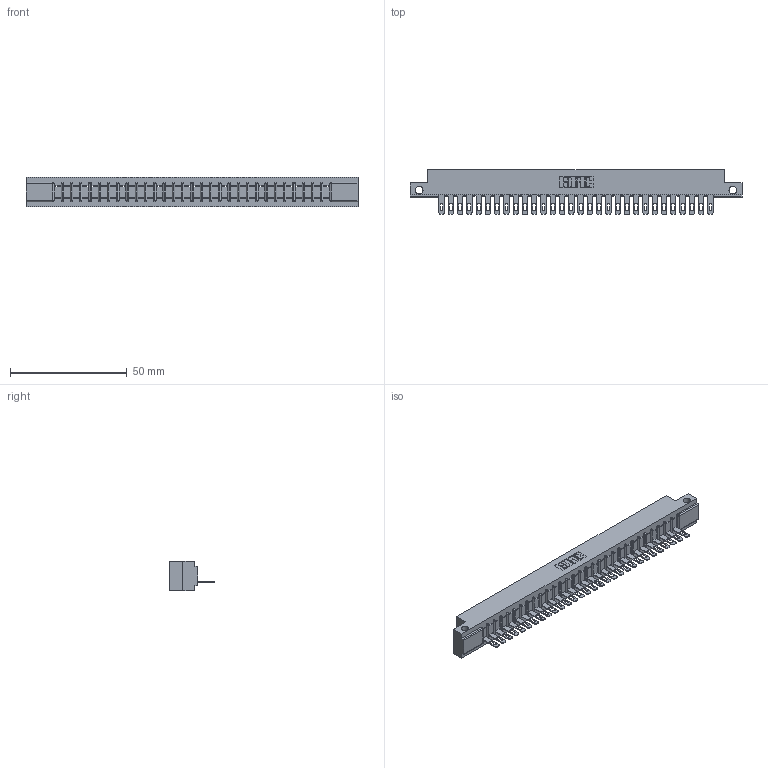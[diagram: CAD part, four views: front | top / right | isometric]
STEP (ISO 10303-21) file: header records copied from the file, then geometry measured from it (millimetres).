
FILE_DESCRIPTION (( 'STEP AP203' ), '1' );
FILE_NAME ('307-030-405-112.STEP', '2020-09-28T10:21:25', ( '' ), ( '' ), 'SwSTEP 2.0', 'SolidWorks 2020', '' );
FILE_SCHEMA (( 'CONFIG_CONTROL_DESIGN' ));
Length unit declared in the file: inch
Products named in the file (3): 307-290-001_505; 307 Part_.128 Dia Side Mounting Holes; 307-030-405-112
Assembly tree (31 placements, depth 2):
  307-030-405-112
    307 Part_.128 Dia Side Mounting Holes
    307-290-001_505  x30
Bounding box: 141.88 x 19.18 x 12.7 mm (x, y, z)
Volume: 14559.5 mm3; surface area: 15494.1 mm2
Topology: 31 solids, 31 shells, 1829 faces, 5183 edges, 3330 vertices
Faces by surface type: plane 1150, cylinder 617, sphere 62
Entity records: 27174 total; most frequent: CARTESIAN_POINT 4572, ORIENTED_EDGE 4558, DIRECTION 4455, EDGE_CURVE 2279, LINE 1741, VECTOR 1741, VERTEX_POINT 1474, AXIS2_PLACEMENT_3D 1357
